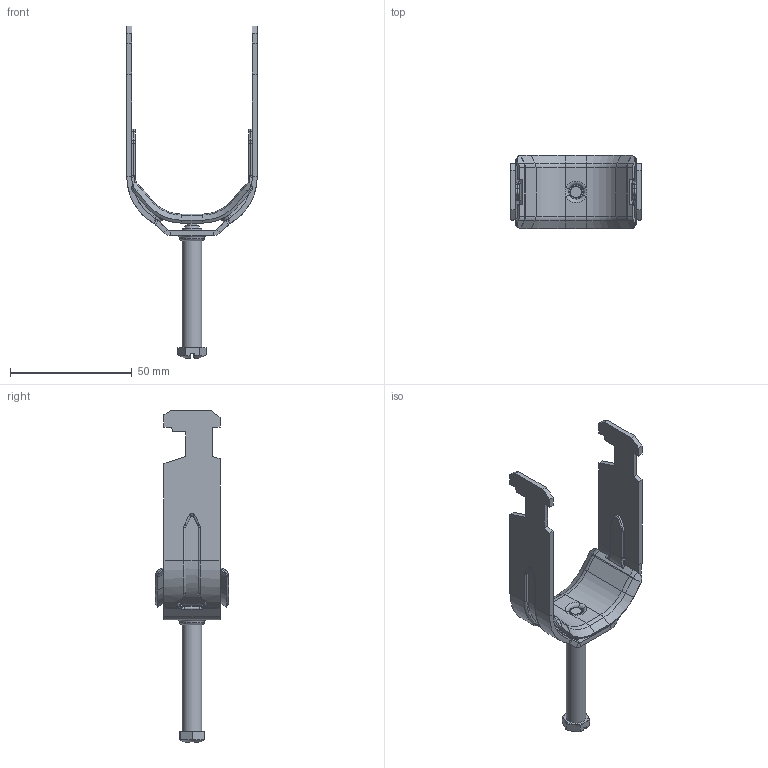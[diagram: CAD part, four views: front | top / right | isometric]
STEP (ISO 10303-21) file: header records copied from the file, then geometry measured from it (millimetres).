
FILE_DESCRIPTION(/* description */ (''),/* implementation_level */ '2;1');
FILE_NAME(/* name */ 'UK1 UKO1 40-46.stp',/* time_stamp */ '2020-04-29T14:57:49+02:00',/* author */ ('lukasz.winiarczyk'),/* organization */ (''),/* preprocessor_version */ 'ST-DEVELOPER v18.1',/* originating_system */ 'Autodesk Inventor 2021',/* authorisation */ '');
FILE_SCHEMA (('AUTOMOTIVE_DESIGN { 1 0 10303 214 3 1 1 }'));
Length unit declared in the file: millimetre
Products named in the file (4): UK1 UKO1 40-46; 40-46; łezka 40-46; śruba UK  - dlugosc 50mm
Assembly tree (3 placements, depth 2):
  UK1 UKO1 40-46
    40-46
    łezka 40-46
    śruba UK  - dlugosc 50mm
Bounding box: 53.58 x 30 x 136.14 mm (x, y, z)
Volume: 14257.1 mm3; surface area: 15539.2 mm2
Topology: 3 solids, 3 shells, 487 faces, 1201 edges, 716 vertices
Faces by surface type: plane 194, bspline 128, cylinder 107, torus 36, cone 22
Full cylindrical faces by diameter (mm): 4 x1, 4.5 x1, 5 x1, 6 x1, 6.647 x1, 8 x1, 10 x1
Entity records: 26471 total; most frequent: CARTESIAN_POINT 15623, ORIENTED_EDGE 2386, DIRECTION 2003, EDGE_CURVE 1193, AXIS2_PLACEMENT_3D 723, VERTEX_POINT 716, LINE 557, VECTOR 557
